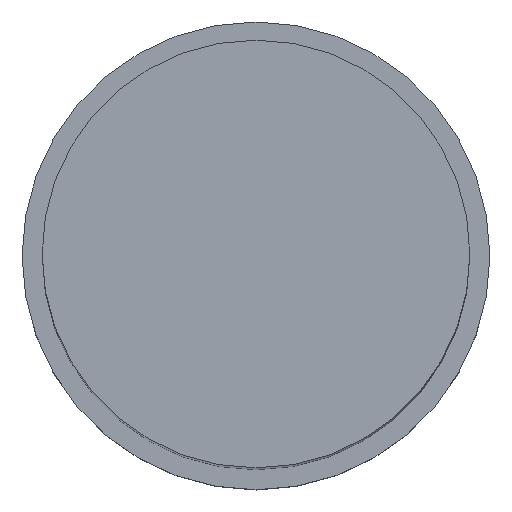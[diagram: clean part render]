
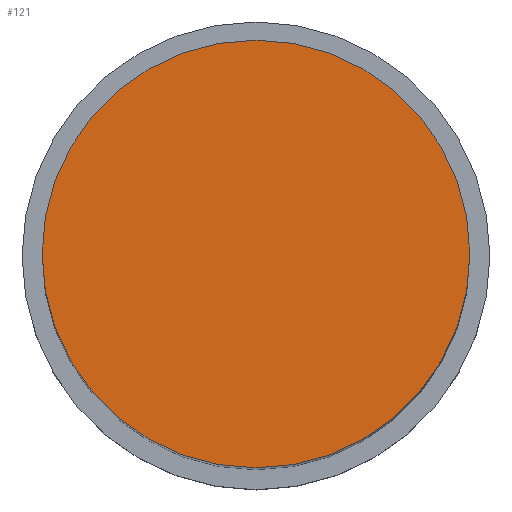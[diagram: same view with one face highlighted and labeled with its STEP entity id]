
A CAD part, top view. The second image highlights one B-rep face of the part: STEP entity #121.
In plain terms, the highlighted planar face has unit normal (0, 0, 1).
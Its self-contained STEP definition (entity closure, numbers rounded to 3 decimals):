
#76=EDGE_CURVE('Unnamed[1]',#176,#176,#177,.T.);
#121=ADVANCED_FACE('Unnamed[1]',(#246),#247,.T.);
#176=VERTEX_POINT('',#301);
#177=CIRCLE('',#302,16.0);
#246=FACE_OUTER_BOUND('',#389,.T.);
#247=PLANE('',#390);
#301=CARTESIAN_POINT('',(0.,16.,120.0));
#302=AXIS2_PLACEMENT_3D('',#432,#433,#434);
#389=EDGE_LOOP('',(#510));
#390=AXIS2_PLACEMENT_3D('',#511,#512,#513);
#432=CARTESIAN_POINT('',(0.,0.,120.0));
#433=DIRECTION('',(0.,0.,-1.0));
#434=DIRECTION('',(0.,1.0,0.));
#510=ORIENTED_EDGE('',*,*,#76,.F.);
#511=CARTESIAN_POINT('',(0.,8.,120.0));
#512=DIRECTION('',(0.,0.,1.0));
#513=DIRECTION('',(0.,-1.0,0.));
